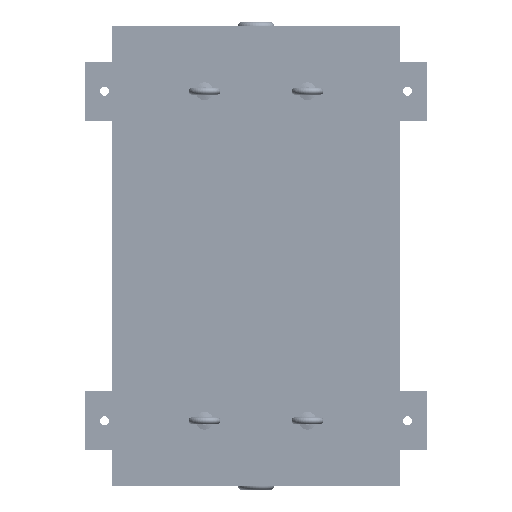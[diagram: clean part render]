
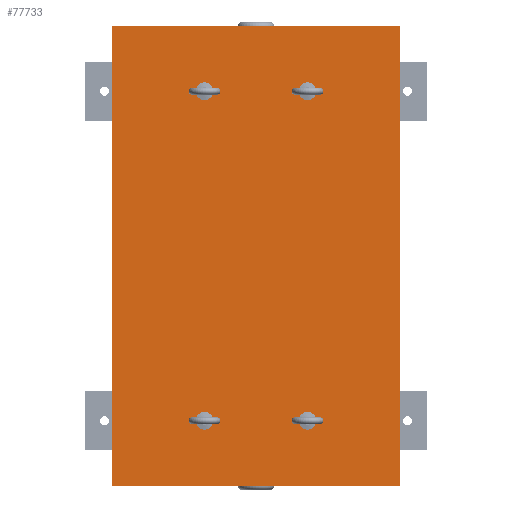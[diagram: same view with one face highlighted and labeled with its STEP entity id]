
A CAD part, front view. The second image highlights one B-rep face of the part: STEP entity #77733.
In plain terms, the highlighted planar face has unit normal (0, -1, 0).
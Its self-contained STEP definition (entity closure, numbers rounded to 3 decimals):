
#2480=FACE_BOUND('',#23256,.T.);
#2481=FACE_BOUND('',#23257,.T.);
#2482=FACE_BOUND('',#23258,.T.);
#2483=FACE_BOUND('',#23259,.T.);
#8020=CIRCLE('',#85708,7.5);
#8022=CIRCLE('',#85711,7.5);
#8024=CIRCLE('',#85714,7.5);
#8026=CIRCLE('',#85717,7.5);
#17222=FACE_OUTER_BOUND('',#23255,.T.);
#23255=EDGE_LOOP('',(#72118,#72119,#72120,#72121));
#23256=EDGE_LOOP('',(#72122));
#23257=EDGE_LOOP('',(#72123));
#23258=EDGE_LOOP('',(#72124));
#23259=EDGE_LOOP('',(#72125));
#28836=LINE('',#134062,#34382);
#28840=LINE('',#134070,#34386);
#28843=LINE('',#134076,#34389);
#28846=LINE('',#134081,#34392);
#34382=VECTOR('',#106749,10.);
#34386=VECTOR('',#106755,10.);
#34389=VECTOR('',#106760,10.);
#34392=VECTOR('',#106765,10.);
#41006=VERTEX_POINT('',#134011);
#41008=VERTEX_POINT('',#134017);
#41010=VERTEX_POINT('',#134023);
#41012=VERTEX_POINT('',#134029);
#41022=VERTEX_POINT('',#134060);
#41023=VERTEX_POINT('',#134061);
#41026=VERTEX_POINT('',#134069);
#41028=VERTEX_POINT('',#134075);
#51391=EDGE_CURVE('',#41006,#41006,#8020,.T.);
#51394=EDGE_CURVE('',#41008,#41008,#8022,.T.);
#51397=EDGE_CURVE('',#41010,#41010,#8024,.T.);
#51400=EDGE_CURVE('',#41012,#41012,#8026,.T.);
#51415=EDGE_CURVE('',#41022,#41023,#28836,.T.);
#51419=EDGE_CURVE('',#41026,#41022,#28840,.T.);
#51422=EDGE_CURVE('',#41028,#41026,#28843,.T.);
#51425=EDGE_CURVE('',#41023,#41028,#28846,.T.);
#72118=ORIENTED_EDGE('',*,*,#51425,.F.);
#72119=ORIENTED_EDGE('',*,*,#51415,.F.);
#72120=ORIENTED_EDGE('',*,*,#51419,.F.);
#72121=ORIENTED_EDGE('',*,*,#51422,.F.);
#72122=ORIENTED_EDGE('',*,*,#51391,.T.);
#72123=ORIENTED_EDGE('',*,*,#51394,.T.);
#72124=ORIENTED_EDGE('',*,*,#51397,.T.);
#72125=ORIENTED_EDGE('',*,*,#51400,.T.);
#74026=PLANE('',#85729);
#77733=ADVANCED_FACE('',(#17222,#2480,#2481,#2482,#2483),#74026,.F.);
#85708=AXIS2_PLACEMENT_3D('',#134012,#106699,#106700);
#85711=AXIS2_PLACEMENT_3D('',#134018,#106706,#106707);
#85714=AXIS2_PLACEMENT_3D('',#134024,#106713,#106714);
#85717=AXIS2_PLACEMENT_3D('',#134030,#106720,#106721);
#85729=AXIS2_PLACEMENT_3D('',#134084,#106769,#106770);
#106699=DIRECTION('center_axis',(0.,1.,0.));
#106700=DIRECTION('ref_axis',(-1.,0.,0.));
#106706=DIRECTION('center_axis',(0.,1.,0.));
#106707=DIRECTION('ref_axis',(-1.,0.,0.));
#106713=DIRECTION('center_axis',(0.,1.,0.));
#106714=DIRECTION('ref_axis',(-1.,0.,0.));
#106720=DIRECTION('center_axis',(0.,1.,0.));
#106721=DIRECTION('ref_axis',(-1.,0.,0.));
#106749=DIRECTION('',(-1.,0.,0.));
#106755=DIRECTION('',(0.,0.,-1.));
#106760=DIRECTION('',(1.,0.,0.));
#106765=DIRECTION('',(0.,0.,1.));
#106769=DIRECTION('center_axis',(0.,1.,0.));
#106770=DIRECTION('ref_axis',(0.,0.,1.));
#134011=CARTESIAN_POINT('',(-325.,0.,670.));
#134012=CARTESIAN_POINT('Origin',(-332.5,0.,670.));
#134017=CARTESIAN_POINT('',(-150.,0.,670.));
#134018=CARTESIAN_POINT('Origin',(-157.5,0.,670.));
#134023=CARTESIAN_POINT('',(-150.,0.,110.));
#134024=CARTESIAN_POINT('Origin',(-157.5,0.,110.));
#134029=CARTESIAN_POINT('',(-325.,0.,110.));
#134030=CARTESIAN_POINT('Origin',(-332.5,0.,110.));
#134060=CARTESIAN_POINT('',(0.,0.,0.));
#134061=CARTESIAN_POINT('',(-490.,0.,0.));
#134062=CARTESIAN_POINT('',(0.,0.,0.));
#134069=CARTESIAN_POINT('',(0.,0.,780.));
#134070=CARTESIAN_POINT('',(0.,0.,780.));
#134075=CARTESIAN_POINT('',(-490.,0.,780.));
#134076=CARTESIAN_POINT('',(-490.,0.,780.));
#134081=CARTESIAN_POINT('',(-490.,0.,0.));
#134084=CARTESIAN_POINT('Origin',(-245.,0.,390.));
